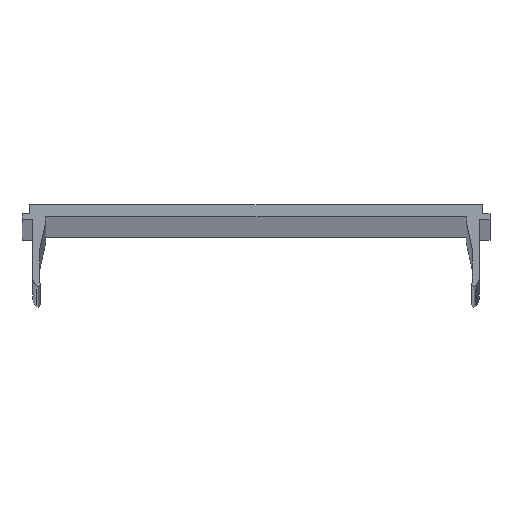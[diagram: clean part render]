
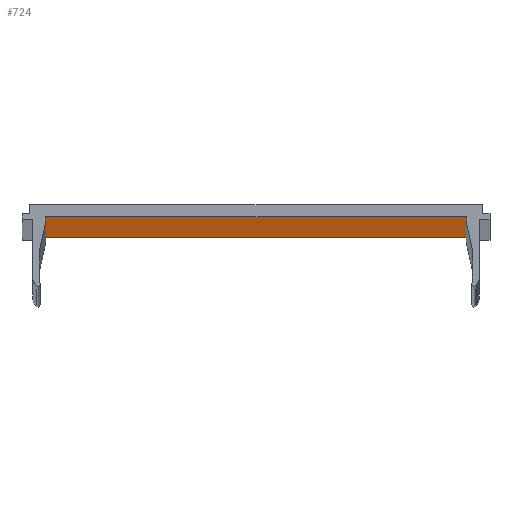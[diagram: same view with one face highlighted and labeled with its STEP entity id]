
A CAD part, top view. The second image highlights one B-rep face of the part: STEP entity #724.
In plain terms, the highlighted planar face has unit normal (0, -1, 0).
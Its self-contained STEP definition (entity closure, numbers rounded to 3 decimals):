
#84 = CARTESIAN_POINT ( 'NONE',  ( -35.7, 0., 2000. ) ) ;
#108 = CARTESIAN_POINT ( 'NONE',  ( -35.7, 0., 2000. ) ) ;
#128 = VECTOR ( 'NONE', #363, 1000. ) ;
#177 = VECTOR ( 'NONE', #647, 1000. ) ;
#186 = LINE ( 'NONE', #582, #538 ) ;
#226 = ORIENTED_EDGE ( 'NONE', *, *, #245, .F. ) ;
#238 = LINE ( 'NONE', #653, #177 ) ;
#244 = CARTESIAN_POINT ( 'NONE',  ( -35.7, 0., 0. ) ) ;
#245 = EDGE_CURVE ( 'NONE', #730, #654, #238, .T. ) ;
#304 = LINE ( 'NONE', #108, #128 ) ;
#308 = DIRECTION ( 'NONE',  ( 0., 0., -1. ) ) ;
#341 = AXIS2_PLACEMENT_3D ( 'NONE', #742, #350, #831 ) ;
#350 = DIRECTION ( 'NONE',  ( 0., 1., 0. ) ) ;
#363 = DIRECTION ( 'NONE',  ( 1., 0., 0. ) ) ;
#368 = VERTEX_POINT ( 'NONE', #487 ) ;
#373 = LINE ( 'NONE', #244, #383 ) ;
#383 = VECTOR ( 'NONE', #646, 1000. ) ;
#385 = ORIENTED_EDGE ( 'NONE', *, *, #562, .F. ) ;
#468 = EDGE_CURVE ( 'NONE', #368, #654, #373, .T. ) ;
#487 = CARTESIAN_POINT ( 'NONE',  ( -35.7, 0., 0. ) ) ;
#503 = ORIENTED_EDGE ( 'NONE', *, *, #468, .T. ) ;
#521 = CARTESIAN_POINT ( 'NONE',  ( 35.7, 0., 0. ) ) ;
#537 = EDGE_LOOP ( 'NONE', ( #503, #226, #385, #612 ) ) ;
#538 = VECTOR ( 'NONE', #308, 1000. ) ;
#554 = PLANE ( 'NONE',  #341 ) ;
#562 = EDGE_CURVE ( 'NONE', #801, #730, #304, .T. ) ;
#574 = EDGE_CURVE ( 'NONE', #801, #368, #186, .T. ) ;
#582 = CARTESIAN_POINT ( 'NONE',  ( -35.7, 0., 2000. ) ) ;
#612 = ORIENTED_EDGE ( 'NONE', *, *, #574, .T. ) ;
#620 = CARTESIAN_POINT ( 'NONE',  ( 35.7, 0., 2000. ) ) ;
#646 = DIRECTION ( 'NONE',  ( 1., 0., 0. ) ) ;
#647 = DIRECTION ( 'NONE',  ( 0., 0., -1. ) ) ;
#653 = CARTESIAN_POINT ( 'NONE',  ( 35.7, 0., 2000. ) ) ;
#654 = VERTEX_POINT ( 'NONE', #521 ) ;
#724 = ADVANCED_FACE ( 'NONE', ( #826 ), #554, .F. ) ;
#730 = VERTEX_POINT ( 'NONE', #620 ) ;
#742 = CARTESIAN_POINT ( 'NONE',  ( -35.7, 0., 2000. ) ) ;
#801 = VERTEX_POINT ( 'NONE', #84 ) ;
#826 = FACE_OUTER_BOUND ( 'NONE', #537, .T. ) ;
#831 = DIRECTION ( 'NONE',  ( 0., 0., 1. ) ) ;
